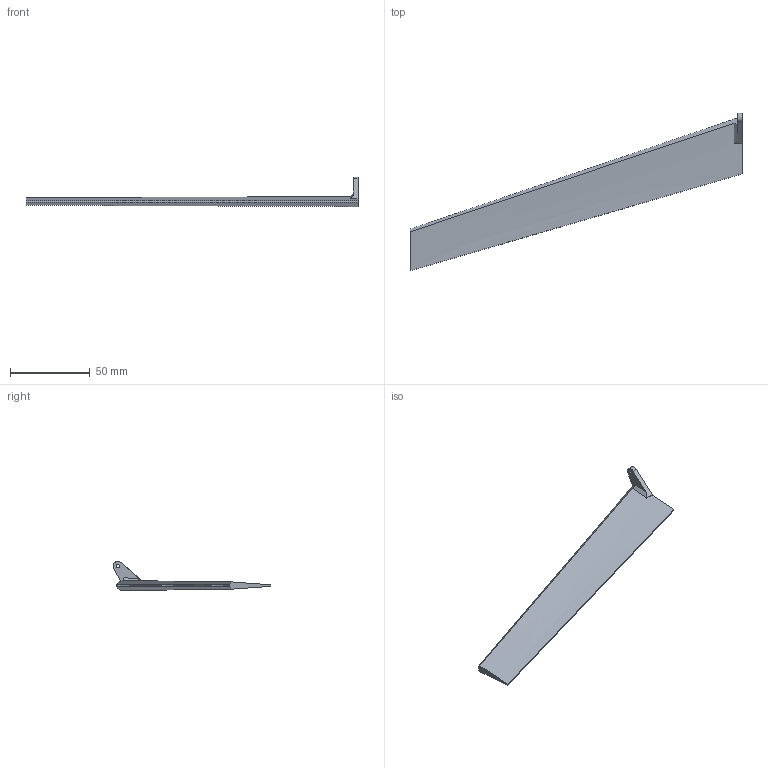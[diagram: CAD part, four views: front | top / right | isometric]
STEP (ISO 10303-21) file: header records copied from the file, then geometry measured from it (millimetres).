
FILE_DESCRIPTION(/* description */ (''),/* implementation_level */ '2;1');
FILE_NAME(/* name */ 'Wing L Aileron.step',/* time_stamp */ '2024-06-06T08:50:42+02:00',/* author */ (''),/* organization */ (''),/* preprocessor_version */ 'ST-DEVELOPER v20',/* originating_system */ 'Autodesk Translation Framework v13.14.0.145',/* authorisation */ '');
FILE_SCHEMA (('AUTOMOTIVE_DESIGN { 1 0 10303 214 3 1 1 }'));
Length unit declared in the file: millimetre
Products named in the file (1): Wing L Aileron
Bounding box: 208 x 98.82 x 18.29 mm (x, y, z)
Volume: 20417.1 mm3; surface area: 15162.4 mm2
Topology: 1 solids, 1 shells, 36 faces, 94 edges, 63 vertices
Faces by surface type: plane 31, bspline 3, cylinder 2
Full cylindrical faces by diameter (mm): 2 x1
Entity records: 1255 total; most frequent: CARTESIAN_POINT 350, ORIENTED_EDGE 188, DIRECTION 153, EDGE_CURVE 94, LINE 77, VECTOR 77, VERTEX_POINT 63, EDGE_LOOP 41
